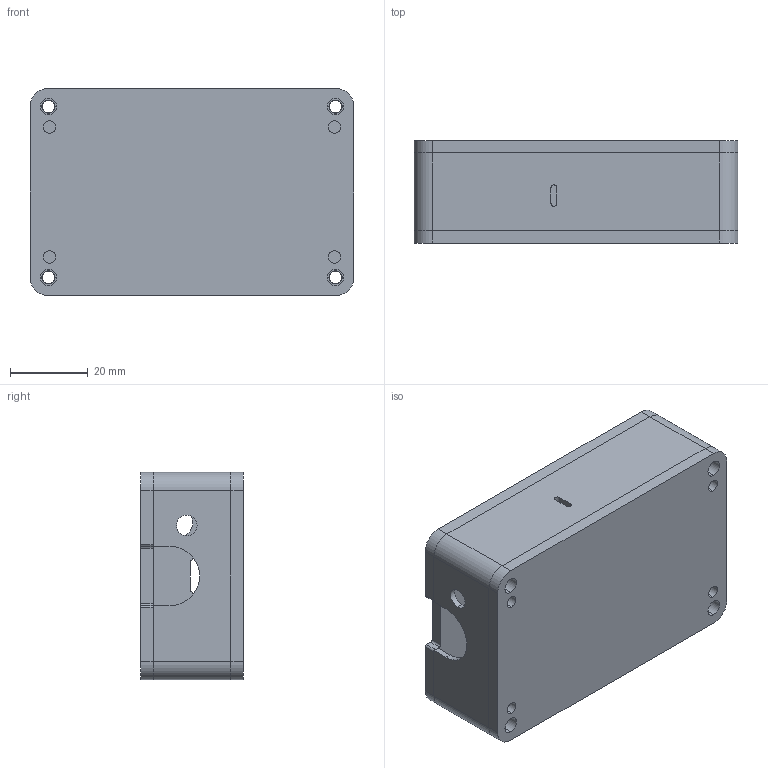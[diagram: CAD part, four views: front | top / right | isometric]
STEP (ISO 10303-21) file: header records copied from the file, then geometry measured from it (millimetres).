
FILE_DESCRIPTION (( 'STEP AP214' ), '1' );
FILE_NAME ('lickety_split_enclosure.STEP', '2024-01-06T00:27:36', ( '' ), ( '' ), 'SwSTEP 2.0', 'SolidWorks 2020', '' );
FILE_SCHEMA (( 'AUTOMOTIVE_DESIGN' ));
Length unit declared in the file: millimetre
Products named in the file (1): lickety_split_enclosure
Bounding box: 83.5 x 26.42 x 53.5 mm (x, y, z)
Volume: 35524.7 mm3; surface area: 30712.3 mm2
Topology: 3 solids, 3 shells, 130 faces, 378 edges, 252 vertices
Faces by surface type: cylinder 78, plane 52
Entity records: 4498 total; most frequent: DIRECTION 796, CARTESIAN_POINT 761, ORIENTED_EDGE 756, EDGE_CURVE 378, AXIS2_PLACEMENT_3D 287, VERTEX_POINT 252, LINE 222, VECTOR 222
